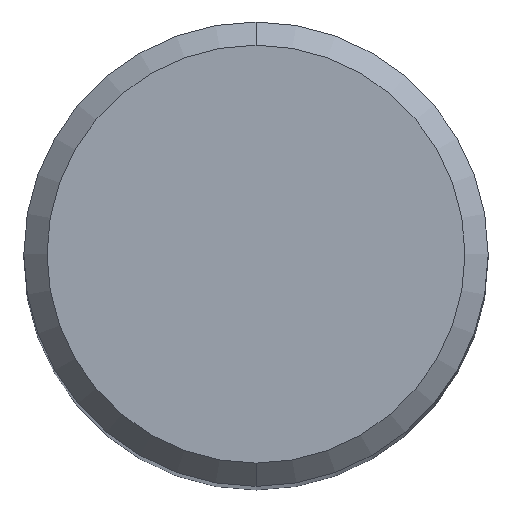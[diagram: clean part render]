
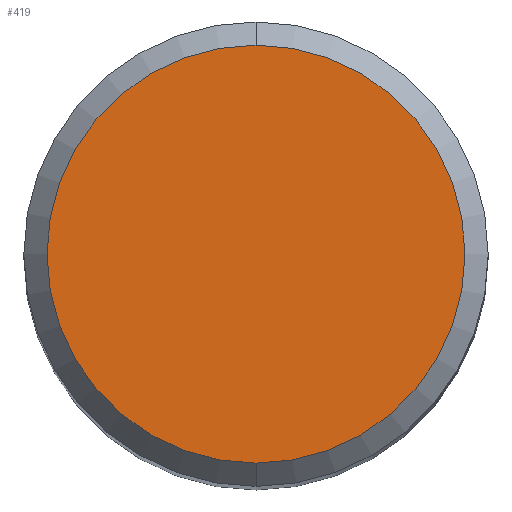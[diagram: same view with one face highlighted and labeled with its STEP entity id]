
A CAD part, top view. The second image highlights one B-rep face of the part: STEP entity #419.
In plain terms, the highlighted planar face has unit normal (0, 0, 1).
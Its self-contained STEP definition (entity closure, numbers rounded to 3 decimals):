
#325=VERTEX_POINT('',#825);
#357=EDGE_CURVE('',#601,#325,#858,.T.);
#419=ADVANCED_FACE('',(#922),#923,.T.);
#587=EDGE_CURVE('',#325,#601,#1106,.T.);
#601=VERTEX_POINT('',#1122);
#825=CARTESIAN_POINT('',(0.0,3.6,0.0));
#858=CIRCLE('',#1830,3.6);
#922=FACE_OUTER_BOUND('',#2318,.T.);
#923=PLANE('',#2319);
#1106=CIRCLE('',#4319,3.6);
#1122=CARTESIAN_POINT('',(0.,-3.6,0.0));
#1830=AXIS2_PLACEMENT_3D('',#5353,#5354,#5355);
#2318=EDGE_LOOP('',(#5391,#5392));
#2319=AXIS2_PLACEMENT_3D('',#5393,#5394,#5395);
#4319=AXIS2_PLACEMENT_3D('',#5616,#5617,#5618);
#5353=CARTESIAN_POINT('',(0.0,0.0,0.0));
#5354=DIRECTION('',(0.0,0.0,-1.0));
#5355=DIRECTION('',(0.0,1.0,0.0));
#5391=ORIENTED_EDGE('',*,*,#587,.F.);
#5392=ORIENTED_EDGE('',*,*,#357,.F.);
#5393=CARTESIAN_POINT('',(0.0,1.8,0.0));
#5394=DIRECTION('',(-0.0,0.0,1.0));
#5395=DIRECTION('',(0.0,-1.0,0.0));
#5616=CARTESIAN_POINT('',(0.0,0.0,0.0));
#5617=DIRECTION('',(0.0,0.0,-1.0));
#5618=DIRECTION('',(0.0,1.0,0.0));
